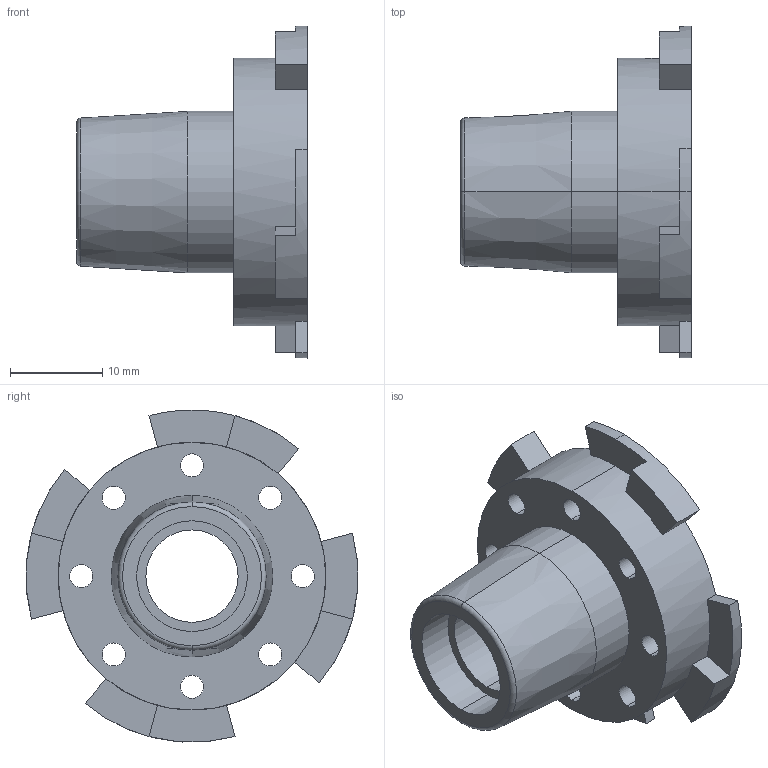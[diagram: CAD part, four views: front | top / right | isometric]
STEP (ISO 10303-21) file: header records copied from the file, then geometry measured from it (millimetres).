
FILE_DESCRIPTION (( 'STEP AP203' ), '1' );
FILE_NAME ('Moyeu AV Proto 205 - Baton centre-3.STEP', '2020-06-13T21:26:23', ( '' ), ( '' ), 'SwSTEP 2.0', 'SolidWorks 2020', '' );
FILE_SCHEMA (( 'CONFIG_CONTROL_DESIGN' ));
Length unit declared in the file: millimetre
Products named in the file (1): Moyeu AV Proto 205 - Baton centre-3
Bounding box: 25 x 35.94 x 35.97 mm (x, y, z)
Volume: 7026.3 mm3; surface area: 4568.4 mm2
Topology: 1 solids, 1 shells, 63 faces, 167 edges, 110 vertices
Faces by surface type: cylinder 31, plane 26, cone 4, torus 2
Entity records: 2110 total; most frequent: DIRECTION 383, CARTESIAN_POINT 341, ORIENTED_EDGE 334, EDGE_CURVE 167, AXIS2_PLACEMENT_3D 152, VERTEX_POINT 110, CIRCLE 88, EDGE_LOOP 85
